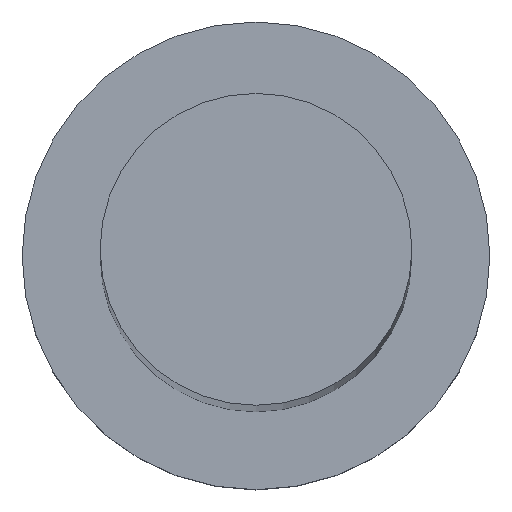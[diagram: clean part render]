
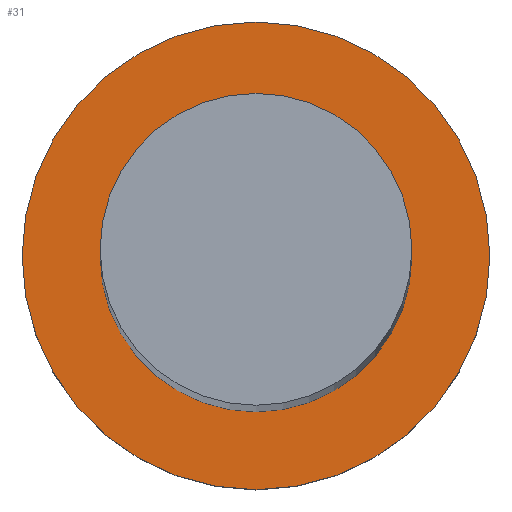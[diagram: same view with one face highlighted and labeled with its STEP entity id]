
A CAD part, top view. The second image highlights one B-rep face of the part: STEP entity #31.
In plain terms, the highlighted planar face has unit normal (0, 0, 1).
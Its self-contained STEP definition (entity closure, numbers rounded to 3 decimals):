
#3 = EDGE_CURVE ( 'NONE', #114, #194, #243, .T. ) ;
#7 = DIRECTION ( 'NONE',  ( 0., 0., 1. ) ) ;
#14 = AXIS2_PLACEMENT_3D ( 'NONE', #40, #128, #154 ) ;
#19 = FACE_BOUND ( 'NONE', #121, .T. ) ;
#22 = DIRECTION ( 'NONE',  ( 1., 0., 0. ) ) ;
#23 = AXIS2_PLACEMENT_3D ( 'NONE', #113, #245, #44 ) ;
#24 = DIRECTION ( 'NONE',  ( 0., 0., 1. ) ) ;
#28 = AXIS2_PLACEMENT_3D ( 'NONE', #168, #233, #22 ) ;
#30 = AXIS2_PLACEMENT_3D ( 'NONE', #67, #7, #251 ) ;
#31 = ADVANCED_FACE ( 'NONE', ( #19, #186 ), #82, .T. ) ;
#40 = CARTESIAN_POINT ( 'NONE',  ( 0., 0., 7. ) ) ;
#42 = ORIENTED_EDGE ( 'NONE', *, *, #223, .F. ) ;
#44 = DIRECTION ( 'NONE',  ( 1., 0., 0. ) ) ;
#54 = CIRCLE ( 'NONE', #30, 12. ) ;
#60 = VERTEX_POINT ( 'NONE', #180 ) ;
#67 = CARTESIAN_POINT ( 'NONE',  ( 0., 0., 7. ) ) ;
#82 = PLANE ( 'NONE',  #28 ) ;
#87 = DIRECTION ( 'NONE',  ( 1., 0., 0. ) ) ;
#103 = ORIENTED_EDGE ( 'NONE', *, *, #3, .F. ) ;
#113 = CARTESIAN_POINT ( 'NONE',  ( 0., 0., 7. ) ) ;
#114 = VERTEX_POINT ( 'NONE', #156 ) ;
#121 = EDGE_LOOP ( 'NONE', ( #103, #42 ) ) ;
#128 = DIRECTION ( 'NONE',  ( 0., 0., 1. ) ) ;
#136 = CIRCLE ( 'NONE', #14, 12. ) ;
#154 = DIRECTION ( 'NONE',  ( 1., 0., 0. ) ) ;
#156 = CARTESIAN_POINT ( 'NONE',  ( -8., 0., 7. ) ) ;
#160 = ORIENTED_EDGE ( 'NONE', *, *, #164, .T. ) ;
#164 = EDGE_CURVE ( 'NONE', #221, #60, #136, .T. ) ;
#168 = CARTESIAN_POINT ( 'NONE',  ( 0., 0., 7. ) ) ;
#170 = CARTESIAN_POINT ( 'NONE',  ( 8., 0., 7. ) ) ;
#180 = CARTESIAN_POINT ( 'NONE',  ( -12., 0., 7. ) ) ;
#186 = FACE_OUTER_BOUND ( 'NONE', #222, .T. ) ;
#194 = VERTEX_POINT ( 'NONE', #170 ) ;
#204 = CIRCLE ( 'NONE', #23, 8. ) ;
#205 = CARTESIAN_POINT ( 'NONE',  ( 0., 0., 7. ) ) ;
#207 = CARTESIAN_POINT ( 'NONE',  ( 12., 0., 7. ) ) ;
#221 = VERTEX_POINT ( 'NONE', #207 ) ;
#222 = EDGE_LOOP ( 'NONE', ( #224, #160 ) ) ;
#223 = EDGE_CURVE ( 'NONE', #194, #114, #204, .T. ) ;
#224 = ORIENTED_EDGE ( 'NONE', *, *, #236, .T. ) ;
#233 = DIRECTION ( 'NONE',  ( 0., 0., 1. ) ) ;
#236 = EDGE_CURVE ( 'NONE', #60, #221, #54, .T. ) ;
#243 = CIRCLE ( 'NONE', #252, 8. ) ;
#245 = DIRECTION ( 'NONE',  ( 0., 0., 1. ) ) ;
#251 = DIRECTION ( 'NONE',  ( 1., 0., 0. ) ) ;
#252 = AXIS2_PLACEMENT_3D ( 'NONE', #205, #24, #87 ) ;
